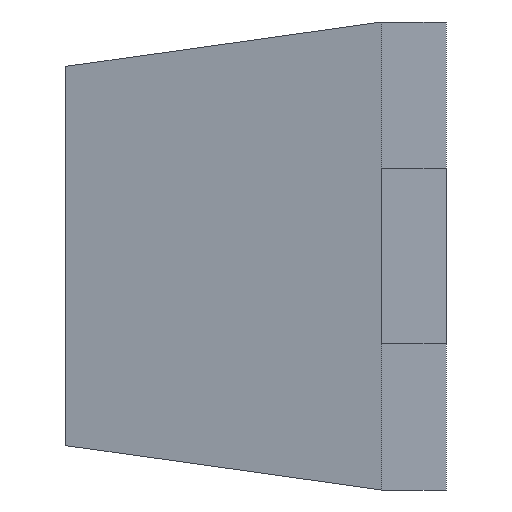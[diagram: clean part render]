
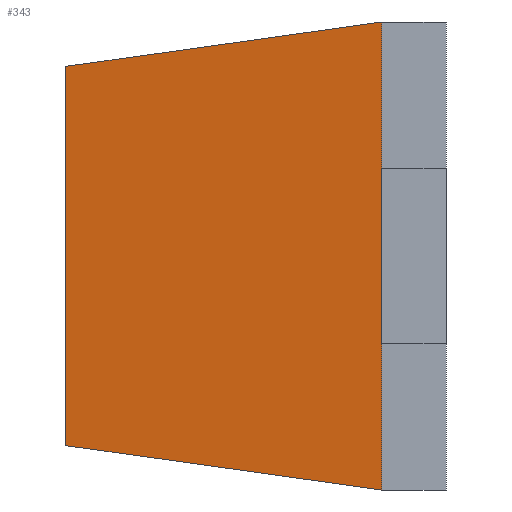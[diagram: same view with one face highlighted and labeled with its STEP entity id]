
A CAD part, left-side view. The second image highlights one B-rep face of the part: STEP entity #343.
In plain terms, the highlighted planar face has unit normal (-0.99, 0.139, 0).
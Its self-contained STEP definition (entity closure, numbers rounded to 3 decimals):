
#2 = PLANE ( 'NONE',  #841 ) ;
#8 = ORIENTED_EDGE ( 'NONE', *, *, #283, .T. ) ;
#13 = CARTESIAN_POINT ( 'NONE',  ( -0.6, 0.11, -0.4 ) ) ;
#15 = CARTESIAN_POINT ( 'NONE',  ( -0.6, 0.11, -0.4 ) ) ;
#44 = DIRECTION ( 'NONE',  ( -0.138, -0.981, 0.138 ) ) ;
#63 = VECTOR ( 'NONE', #44, 1000. ) ;
#72 = LINE ( 'NONE', #584, #568 ) ;
#94 = EDGE_CURVE ( 'NONE', #730, #712, #72, .T. ) ;
#159 = CARTESIAN_POINT ( 'NONE',  ( -0.6, 0.11, 0.4 ) ) ;
#161 = LINE ( 'NONE', #351, #578 ) ;
#171 = EDGE_CURVE ( 'NONE', #321, #853, #278, .T. ) ;
#190 = EDGE_LOOP ( 'NONE', ( #486, #8, #806, #417 ) ) ;
#199 = DIRECTION ( 'NONE',  ( 0., 0., 1. ) ) ;
#217 = CARTESIAN_POINT ( 'NONE',  ( -0.524, 0.65, -0.324 ) ) ;
#229 = DIRECTION ( 'NONE',  ( 0., 0., 1. ) ) ;
#278 = LINE ( 'NONE', #868, #937 ) ;
#283 = EDGE_CURVE ( 'NONE', #321, #730, #161, .T. ) ;
#296 = FACE_OUTER_BOUND ( 'NONE', #190, .T. ) ;
#321 = VERTEX_POINT ( 'NONE', #217 ) ;
#343 = ADVANCED_FACE ( 'NONE', ( #296 ), #2, .T. ) ;
#351 = CARTESIAN_POINT ( 'NONE',  ( -0.6, 0.11, -0.4 ) ) ;
#417 = ORIENTED_EDGE ( 'NONE', *, *, #939, .F. ) ;
#441 = DIRECTION ( 'NONE',  ( -0.138, -0.981, -0.138 ) ) ;
#486 = ORIENTED_EDGE ( 'NONE', *, *, #171, .F. ) ;
#568 = VECTOR ( 'NONE', #229, 1000. ) ;
#578 = VECTOR ( 'NONE', #441, 1000. ) ;
#584 = CARTESIAN_POINT ( 'NONE',  ( -0.6, 0.11, 0.4 ) ) ;
#592 = DIRECTION ( 'NONE',  ( -0.139, -0.99, 0. ) ) ;
#712 = VERTEX_POINT ( 'NONE', #159 ) ;
#730 = VERTEX_POINT ( 'NONE', #13 ) ;
#759 = LINE ( 'NONE', #915, #63 ) ;
#806 = ORIENTED_EDGE ( 'NONE', *, *, #94, .T. ) ;
#841 = AXIS2_PLACEMENT_3D ( 'NONE', #15, #890, #592 ) ;
#853 = VERTEX_POINT ( 'NONE', #908 ) ;
#868 = CARTESIAN_POINT ( 'NONE',  ( -0.524, 0.65, -0.4 ) ) ;
#890 = DIRECTION ( 'NONE',  ( -0.99, 0.139, 0. ) ) ;
#908 = CARTESIAN_POINT ( 'NONE',  ( -0.524, 0.65, 0.324 ) ) ;
#915 = CARTESIAN_POINT ( 'NONE',  ( -0.6, 0.11, 0.4 ) ) ;
#937 = VECTOR ( 'NONE', #199, 1000. ) ;
#939 = EDGE_CURVE ( 'NONE', #853, #712, #759, .T. ) ;
